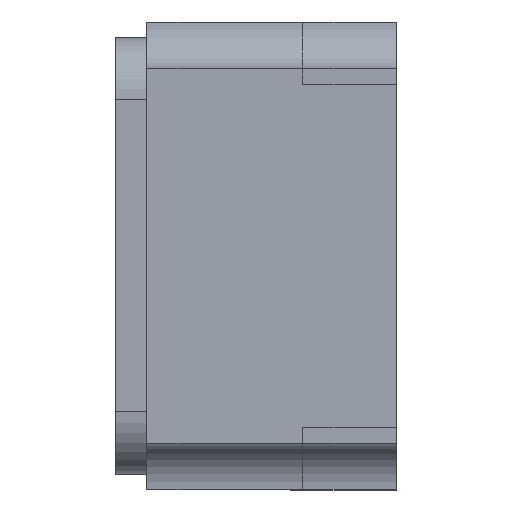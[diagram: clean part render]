
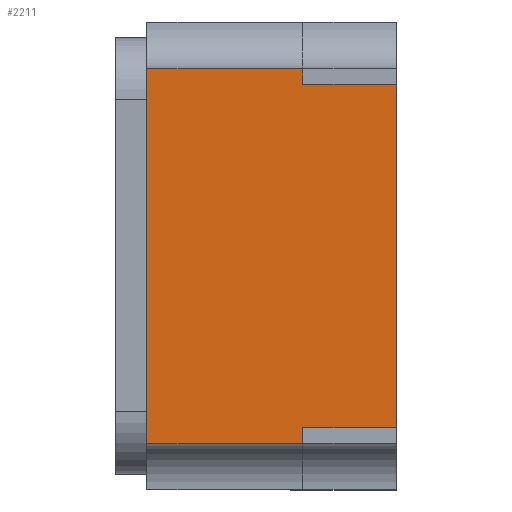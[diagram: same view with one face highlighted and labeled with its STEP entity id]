
A CAD part, left-side view. The second image highlights one B-rep face of the part: STEP entity #2211.
In plain terms, the highlighted planar face has unit normal (-1, 0, 0).
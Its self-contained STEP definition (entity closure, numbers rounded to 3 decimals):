
#7 = CARTESIAN_POINT ( 'NONE',  ( -1.6, 0.3, 0.55 ) ) ;
#76 = LINE ( 'NONE', #1373, #1168 ) ;
#98 = EDGE_CURVE ( 'NONE', #2295, #2365, #2074, .T. ) ;
#113 = ORIENTED_EDGE ( 'NONE', *, *, #495, .F. ) ;
#128 = DIRECTION ( 'NONE',  ( 0., 0., -1. ) ) ;
#141 = EDGE_CURVE ( 'NONE', #781, #1197, #1642, .T. ) ;
#177 = DIRECTION ( 'NONE',  ( 0., -1., 0. ) ) ;
#211 = VECTOR ( 'NONE', #1721, 1000. ) ;
#214 = CARTESIAN_POINT ( 'NONE',  ( -1.6, 0.8, -0.6 ) ) ;
#229 = VERTEX_POINT ( 'NONE', #1636 ) ;
#274 = VECTOR ( 'NONE', #2008, 1000. ) ;
#283 = ORIENTED_EDGE ( 'NONE', *, *, #1150, .T. ) ;
#339 = ORIENTED_EDGE ( 'NONE', *, *, #683, .T. ) ;
#350 = LINE ( 'NONE', #1596, #274 ) ;
#353 = CARTESIAN_POINT ( 'NONE',  ( -1.6, 0., -0.6 ) ) ;
#388 = LINE ( 'NONE', #1821, #1217 ) ;
#495 = EDGE_CURVE ( 'NONE', #229, #1375, #350, .T. ) ;
#496 = CARTESIAN_POINT ( 'NONE',  ( -1.6, 0.3, -0.55 ) ) ;
#601 = ORIENTED_EDGE ( 'NONE', *, *, #141, .F. ) ;
#640 = DIRECTION ( 'NONE',  ( 0., 0., 1. ) ) ;
#683 = EDGE_CURVE ( 'NONE', #781, #1650, #2283, .T. ) ;
#711 = VECTOR ( 'NONE', #640, 1000. ) ;
#737 = DIRECTION ( 'NONE',  ( 0., 0., -1. ) ) ;
#781 = VERTEX_POINT ( 'NONE', #214 ) ;
#853 = ORIENTED_EDGE ( 'NONE', *, *, #2016, .T. ) ;
#917 = LINE ( 'NONE', #1707, #1854 ) ;
#927 = DIRECTION ( 'NONE',  ( 1., 0., 0. ) ) ;
#998 = ORIENTED_EDGE ( 'NONE', *, *, #98, .T. ) ;
#1009 = CARTESIAN_POINT ( 'NONE',  ( -1.6, 0.8, 0.75 ) ) ;
#1046 = CARTESIAN_POINT ( 'NONE',  ( -1.6, 0.3, -0.55 ) ) ;
#1073 = CARTESIAN_POINT ( 'NONE',  ( -1.6, 0.3, -0.6 ) ) ;
#1136 = EDGE_CURVE ( 'NONE', #1375, #2365, #917, .T. ) ;
#1150 = EDGE_CURVE ( 'NONE', #229, #1197, #76, .T. ) ;
#1168 = VECTOR ( 'NONE', #2112, 1000. ) ;
#1179 = AXIS2_PLACEMENT_3D ( 'NONE', #2005, #927, #737 ) ;
#1197 = VERTEX_POINT ( 'NONE', #2119 ) ;
#1205 = CARTESIAN_POINT ( 'NONE',  ( -1.6, 0., 0.55 ) ) ;
#1217 = VECTOR ( 'NONE', #128, 1000. ) ;
#1373 = CARTESIAN_POINT ( 'NONE',  ( -1.6, 0., 0.6 ) ) ;
#1375 = VERTEX_POINT ( 'NONE', #7 ) ;
#1534 = EDGE_LOOP ( 'NONE', ( #2333, #853, #998, #2371, #113, #283, #601, #339 ) ) ;
#1549 = CARTESIAN_POINT ( 'NONE',  ( -1.6, 0., 0.75 ) ) ;
#1596 = CARTESIAN_POINT ( 'NONE',  ( -1.6, 0.3, 0.6 ) ) ;
#1636 = CARTESIAN_POINT ( 'NONE',  ( -1.6, 0.3, 0.6 ) ) ;
#1642 = LINE ( 'NONE', #1009, #211 ) ;
#1650 = VERTEX_POINT ( 'NONE', #1073 ) ;
#1707 = CARTESIAN_POINT ( 'NONE',  ( -1.6, 0.3, 0.55 ) ) ;
#1721 = DIRECTION ( 'NONE',  ( 0., 0., 1. ) ) ;
#1748 = DIRECTION ( 'NONE',  ( 0., -1., 0. ) ) ;
#1777 = DIRECTION ( 'NONE',  ( 0., -1., 0. ) ) ;
#1790 = VECTOR ( 'NONE', #1777, 1000. ) ;
#1809 = VECTOR ( 'NONE', #177, 1000. ) ;
#1821 = CARTESIAN_POINT ( 'NONE',  ( -1.6, 0.3, -0.6 ) ) ;
#1854 = VECTOR ( 'NONE', #1748, 1000. ) ;
#1992 = PLANE ( 'NONE',  #1179 ) ;
#2005 = CARTESIAN_POINT ( 'NONE',  ( -1.6, 0.8, 0.75 ) ) ;
#2007 = VERTEX_POINT ( 'NONE', #1046 ) ;
#2008 = DIRECTION ( 'NONE',  ( 0., 0., -1. ) ) ;
#2016 = EDGE_CURVE ( 'NONE', #2007, #2295, #2153, .T. ) ;
#2074 = LINE ( 'NONE', #1549, #711 ) ;
#2112 = DIRECTION ( 'NONE',  ( 0., 1., 0. ) ) ;
#2119 = CARTESIAN_POINT ( 'NONE',  ( -1.6, 0.8, 0.6 ) ) ;
#2153 = LINE ( 'NONE', #496, #1790 ) ;
#2158 = EDGE_CURVE ( 'NONE', #2007, #1650, #388, .T. ) ;
#2211 = ADVANCED_FACE ( 'NONE', ( #2235 ), #1992, .F. ) ;
#2235 = FACE_OUTER_BOUND ( 'NONE', #1534, .T. ) ;
#2283 = LINE ( 'NONE', #353, #1809 ) ;
#2295 = VERTEX_POINT ( 'NONE', #2355 ) ;
#2333 = ORIENTED_EDGE ( 'NONE', *, *, #2158, .F. ) ;
#2355 = CARTESIAN_POINT ( 'NONE',  ( -1.6, 0., -0.55 ) ) ;
#2365 = VERTEX_POINT ( 'NONE', #1205 ) ;
#2371 = ORIENTED_EDGE ( 'NONE', *, *, #1136, .F. ) ;
